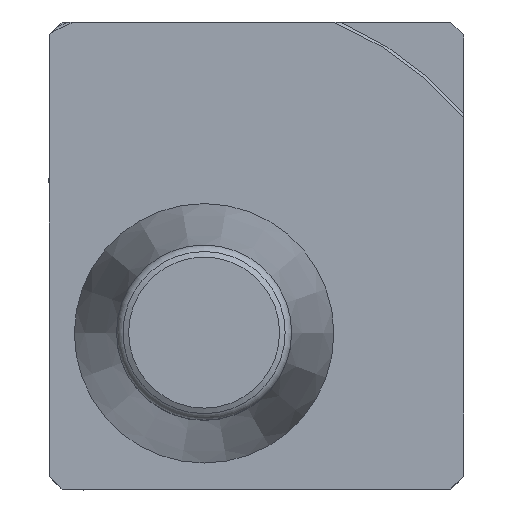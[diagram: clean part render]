
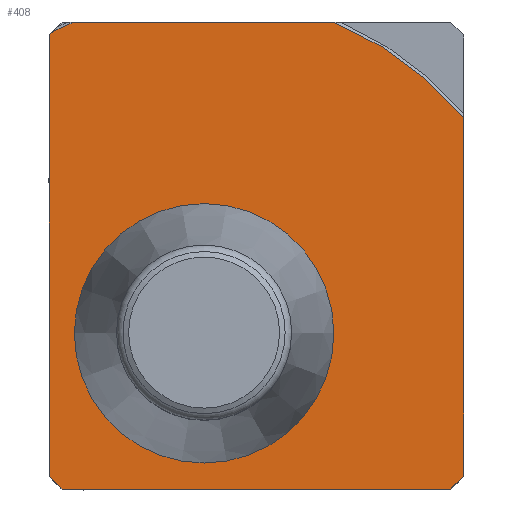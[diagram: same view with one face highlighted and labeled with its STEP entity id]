
A CAD part, top view. The second image highlights one B-rep face of the part: STEP entity #408.
In plain terms, the highlighted planar face has unit normal (0, 0, 1).
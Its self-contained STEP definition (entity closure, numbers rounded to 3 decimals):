
#154=LINE('',#1696,#236);
#161=LINE('',#1718,#243);
#168=LINE('',#1745,#250);
#174=LINE('',#1756,#256);
#179=LINE('',#1779,#261);
#181=LINE('',#1783,#263);
#182=LINE('',#1785,#264);
#236=VECTOR('',#1362,1.);
#243=VECTOR('',#1373,1.);
#250=VECTOR('',#1384,1.);
#256=VECTOR('',#1396,1.);
#261=VECTOR('',#1421,1.);
#263=VECTOR('',#1425,1.);
#264=VECTOR('',#1428,1.);
#319=PLANE('',#1231);
#408=ADVANCED_FACE('AL3_SU1',(#441,#442),#319,.T.);
#441=FACE_BOUND('',#511,.T.);
#442=FACE_BOUND('',#512,.T.);
#511=EDGE_LOOP('',(#721));
#512=EDGE_LOOP('',(#722,#723,#724,#725,#726,#727,#728,#729,#730));
#721=ORIENTED_EDGE('',*,*,#1016,.F.);
#722=ORIENTED_EDGE('',*,*,#995,.T.);
#723=ORIENTED_EDGE('',*,*,#997,.T.);
#724=ORIENTED_EDGE('',*,*,#978,.T.);
#725=ORIENTED_EDGE('',*,*,#993,.T.);
#726=ORIENTED_EDGE('',*,*,#968,.T.);
#727=ORIENTED_EDGE('',*,*,#991,.T.);
#728=ORIENTED_EDGE('',*,*,#985,.T.);
#729=ORIENTED_EDGE('',*,*,#959,.T.);
#730=ORIENTED_EDGE('',*,*,#998,.T.);
#858=VERTEX_POINT('',#1695);
#859=VERTEX_POINT('',#1697);
#867=VERTEX_POINT('',#1717);
#868=VERTEX_POINT('',#1719);
#877=VERTEX_POINT('',#1744);
#878=VERTEX_POINT('',#1746);
#880=VERTEX_POINT('',#1757);
#883=VERTEX_POINT('',#1778);
#884=VERTEX_POINT('',#1780);
#891=VERTEX_POINT('',#1823);
#959=EDGE_CURVE('',#859,#858,#154,.T.);
#968=EDGE_CURVE('',#868,#867,#161,.T.);
#978=EDGE_CURVE('',#878,#877,#168,.T.);
#985=EDGE_CURVE('',#880,#859,#174,.T.);
#991=EDGE_CURVE('',#867,#880,#1075,.T.);
#993=EDGE_CURVE('',#877,#868,#1077,.T.);
#995=EDGE_CURVE('',#884,#883,#179,.T.);
#997=EDGE_CURVE('',#883,#878,#181,.T.);
#998=EDGE_CURVE('',#858,#884,#182,.T.);
#1016=EDGE_CURVE('',#891,#891,#1082,.T.);
#1075=CIRCLE('',#1204,13.);
#1077=CIRCLE('',#1208,13.);
#1082=CIRCLE('',#1230,5.);
#1204=AXIS2_PLACEMENT_3D('',#1771,#1408,#1409);
#1208=AXIS2_PLACEMENT_3D('',#1775,#1416,#1417);
#1230=AXIS2_PLACEMENT_3D('',#1822,#1477,#1478);
#1231=AXIS2_PLACEMENT_3D('',#1824,#1479,#1480);
#1362=DIRECTION('',(0.,-1.,0.));
#1373=DIRECTION('',(-1.,0.,0.));
#1384=DIRECTION('',(0.,1.,0.));
#1396=DIRECTION('',(-0.707,-0.707,0.));
#1408=DIRECTION('',(0.,0.,1.));
#1409=DIRECTION('',(-1.,0.,0.));
#1416=DIRECTION('',(0.,0.,1.));
#1417=DIRECTION('',(-1.,0.,0.));
#1421=DIRECTION('',(1.,0.,0.));
#1425=DIRECTION('',(0.707,0.707,0.));
#1428=DIRECTION('',(0.707,-0.707,0.));
#1477=DIRECTION('',(0.,0.,1.));
#1478=DIRECTION('',(1.,0.,0.));
#1479=DIRECTION('',(0.,0.,1.));
#1480=DIRECTION('',(1.,0.,0.));
#1695=CARTESIAN_POINT('',(-5.975,-5.5,0.));
#1696=CARTESIAN_POINT('',(-5.975,12.,0.));
#1697=CARTESIAN_POINT('',(-5.975,11.5,0.));
#1717=CARTESIAN_POINT('',(-5.,12.,0.));
#1718=CARTESIAN_POINT('',(10.,12.,0.));
#1719=CARTESIAN_POINT('',(5.,12.,0.));
#1744=CARTESIAN_POINT('',(10.,8.307,0.));
#1745=CARTESIAN_POINT('',(10.,-6.,0.));
#1746=CARTESIAN_POINT('',(10.,-5.5,0.));
#1756=CARTESIAN_POINT('',(-5.475,12.,0.));
#1757=CARTESIAN_POINT('',(-5.882,11.593,0.));
#1771=CARTESIAN_POINT('',(0.,0.,0.));
#1775=CARTESIAN_POINT('',(0.,0.,0.));
#1778=CARTESIAN_POINT('',(9.5,-6.,0.));
#1779=CARTESIAN_POINT('',(-5.975,-6.,0.));
#1780=CARTESIAN_POINT('',(-5.475,-6.,0.));
#1783=CARTESIAN_POINT('',(9.5,-6.,0.));
#1785=CARTESIAN_POINT('',(-5.975,-5.5,0.));
#1822=CARTESIAN_POINT('',(0.,0.,0.));
#1823=CARTESIAN_POINT('',(5.,0.,0.));
#1824=CARTESIAN_POINT('',(2.013,3.,0.));
